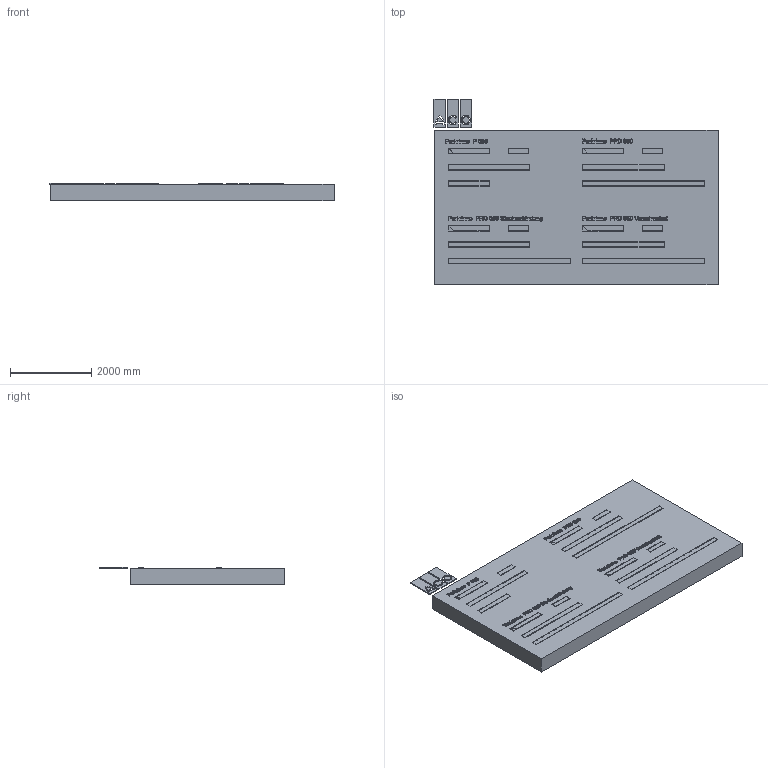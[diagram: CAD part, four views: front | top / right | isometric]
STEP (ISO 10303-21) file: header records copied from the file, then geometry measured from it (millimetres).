
FILE_DESCRIPTION(/* description */ (''),/* implementation_level */ '2;1');
FILE_NAME(/* name */ 'ACO Parkrinne.s.iam.stp',/* time_stamp */ '2025-06-10T09:35:50+02:00',/* author */ ('AUnternaehrer'),/* organization */ (''),/* preprocessor_version */ 'ST-DEVELOPER v18.1',/* originating_system */ 'Autodesk Inventor 2022',/* authorisation */ '');
FILE_SCHEMA (('AUTOMOTIVE_DESIGN { 1 0 10303 214 3 1 1 }'));
Products named in the file (43): ACO Parkrinne.s; ACO Parkrinne; ACO Parkrinne_1; ACO Parkrinne_2; ACO Parkrinne_3; ACO Parkrinne_4; ACO Parkrinne_5; ACO Parkrinne_6; ACO Parkrinne_7; ACO Parkrinne_8; ACO Parkrinne_9; ACO Parkrinne_10; ACO Parkrinne_11; ACO Parkrinne_12; ACO Parkrinne_13; ACO Parkrinne_14; ACO Parkrinne_15; ACO Parkrinne_16; ACO Parkrinne_17; ACO Parkrinne_18; ACO Parkrinne_19; ACO Parkrinne_20; ACO Parkrinne_21; ACO Parkrinne_22; ACO Parkrinne_23; ACO Parkrinne_24; ACO Parkrinne_25; ACO Parkrinne_26; ACO Parkrinne_27; ACO Parkrinne_28; ACO Parkrinne_29; ACO Parkrinne_30; ACO Parkrinne_31; ACO Parkrinne_32; ACO Parkrinne_33; ACO Parkrinne_34; ACO Parkrinne_35; ACO Parkrinne_36; ACO Parkrinne_37; ACO Parkrinne_38 ...
Assembly tree (42 placements, depth 2):
  ACO Parkrinne.s
    ACO Parkrinne
    ACO Parkrinne_1
    ACO Parkrinne_2
    ACO Parkrinne_3
    ACO Parkrinne_4
    ACO Parkrinne_5
    ACO Parkrinne_6
    ACO Parkrinne_7
    ACO Parkrinne_8
    ACO Parkrinne_9
    ACO Parkrinne_10
    ACO Parkrinne_11
    ACO Parkrinne_12
    ACO Parkrinne_13
    ACO Parkrinne_14
    ACO Parkrinne_15
    ACO Parkrinne_16
    ACO Parkrinne_17
    ACO Parkrinne_18
    ACO Parkrinne_19
    ACO Parkrinne_20
    ACO Parkrinne_21
    ACO Parkrinne_22
    ACO Parkrinne_23
    ACO Parkrinne_24
    ACO Parkrinne_25
    ACO Parkrinne_26
    ACO Parkrinne_27
    ACO Parkrinne_28
    ACO Parkrinne_29
    ACO Parkrinne_30
    ACO Parkrinne_31
    ACO Parkrinne_32
    ACO Parkrinne_33
    ACO Parkrinne_34
    ACO Parkrinne_35
    ACO Parkrinne_36
    ACO Parkrinne_37
    ACO Parkrinne_38
    ACO Parkrinne_39
    ACO Parkrinne_40
    ACO Parkrinne_41
Bounding box: 6981.12 x 4558.2 x 420 mm (x, y, z)
Volume: 10459642972.7 mm3; surface area: 86787995.9 mm2
Topology: 133 solids, 133 shells, 3071 faces, 8367 edges, 5578 vertices
Faces by surface type: plane 2797, cylinder 274
Full cylindrical faces by diameter (mm): 47.986 x4, 50 x4, 157.689 x1, 227.773 x1
Entity records: 97175 total; most frequent: CARTESIAN_POINT 17101, ORIENTED_EDGE 16734, DIRECTION 15227, EDGE_CURVE 8367, LINE 7819, VECTOR 7819, VERTEX_POINT 5578, AXIS2_PLACEMENT_3D 3704
